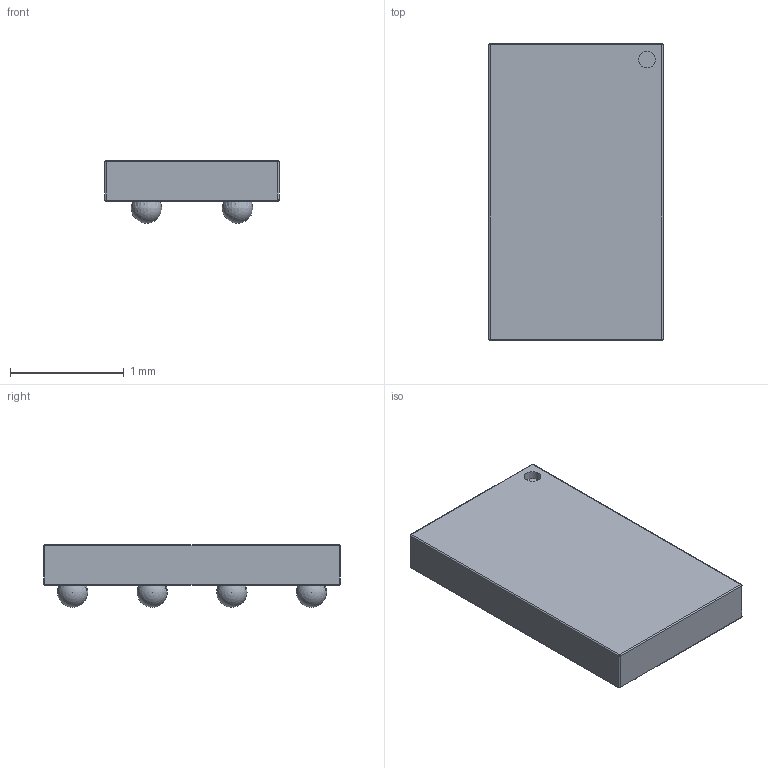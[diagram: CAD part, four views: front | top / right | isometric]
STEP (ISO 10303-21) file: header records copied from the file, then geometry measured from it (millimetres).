
FILE_DESCRIPTION(/* description */ (''),/* implementation_level */ '2;1');
FILE_NAME(/* name */ '',/* time_stamp */ '2023-09-01T10:23:51+02:00',/* author */ (''),/* organization */ (''),/* preprocessor_version */ 'ST-DEVELOPER v20',/* originating_system */ 'Autodesk Translation Framework v12.9.0.99',/* authorisation */ '');
FILE_SCHEMA (('AUTOMOTIVE_DESIGN { 1 0 10303 214 3 1 1 }'));
Length unit declared in the file: millimetre
Products named in the file (1): (Unsaved)
Bounding box: 1.53 x 2.61 x 0.55 mm (x, y, z)
Volume: 1.5 mm3; surface area: 11.8 mm2
Topology: 1 solids, 1 shells, 36 faces, 90 edges, 50 vertices
Faces by surface type: sphere 16, cylinder 13, plane 7
Full cylindrical faces by diameter (mm): 0.147 x1
Entity records: 1024 total; most frequent: DIRECTION 183, CARTESIAN_POINT 154, ORIENTED_EDGE 134, AXIS2_PLACEMENT_3D 79, EDGE_CURVE 67, EDGE_LOOP 53, VERTEX_POINT 50, CIRCLE 42
